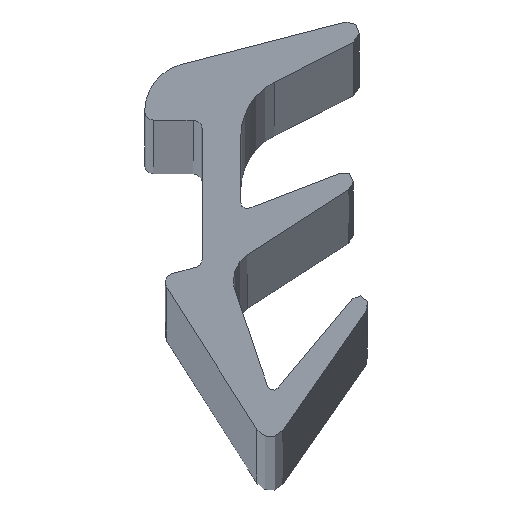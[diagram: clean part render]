
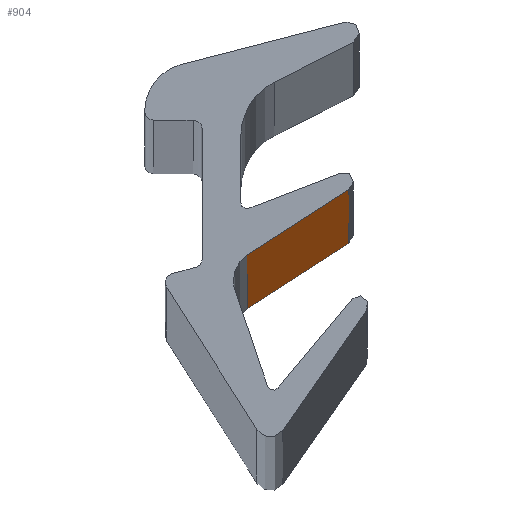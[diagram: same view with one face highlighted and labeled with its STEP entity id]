
A CAD part, top view. The second image highlights one B-rep face of the part: STEP entity #904.
In plain terms, the highlighted planar face has unit normal (0.542, -0.84, 0).
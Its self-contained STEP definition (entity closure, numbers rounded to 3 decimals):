
#5 = VECTOR ( 'NONE', #620, 1000. ) ;
#8 = LINE ( 'NONE', #621, #5 ) ;
#9 = VECTOR ( 'NONE', #623, 1000. ) ;
#10 = VECTOR ( 'NONE', #645, 1000. ) ;
#11 = LINE ( 'NONE', #625, #9 ) ;
#12 = LINE ( 'NONE', #646, #10 ) ;
#70 = VERTEX_POINT ( 'NONE', #720 ) ;
#89 = VECTOR ( 'NONE', #803, 1000. ) ;
#91 = LINE ( 'NONE', #795, #89 ) ;
#150 = FACE_OUTER_BOUND ( 'NONE', #385, .T. ) ;
#212 = VERTEX_POINT ( 'NONE', #845 ) ;
#226 = VERTEX_POINT ( 'NONE', #770 ) ;
#229 = VERTEX_POINT ( 'NONE', #782 ) ;
#285 = AXIS2_PLACEMENT_3D ( 'NONE', #558, #553, #552 ) ;
#385 = EDGE_LOOP ( 'NONE', ( #503, #502, #501, #509 ) ) ;
#501 = ORIENTED_EDGE ( 'NONE', *, *, #989, .F. ) ;
#502 = ORIENTED_EDGE ( 'NONE', *, *, #987, .F. ) ;
#503 = ORIENTED_EDGE ( 'NONE', *, *, #986, .T. ) ;
#509 = ORIENTED_EDGE ( 'NONE', *, *, #944, .T. ) ;
#552 = DIRECTION ( 'NONE',  ( -0.84, -0.542, 0. ) ) ;
#553 = DIRECTION ( 'NONE',  ( -0.542, 0.84, 0. ) ) ;
#558 = CARTESIAN_POINT ( 'NONE',  ( 2.57, 8.041, 500. ) ) ;
#560 = PLANE ( 'NONE',  #285 ) ;
#620 = DIRECTION ( 'NONE',  ( 0.84, 0.542, 0. ) ) ;
#621 = CARTESIAN_POINT ( 'NONE',  ( 2.57, 8.041, 500. ) ) ;
#623 = DIRECTION ( 'NONE',  ( 0., 0., -1. ) ) ;
#625 = CARTESIAN_POINT ( 'NONE',  ( 2.57, 8.041, 500. ) ) ;
#645 = DIRECTION ( 'NONE',  ( 0.84, 0.542, 0. ) ) ;
#646 = CARTESIAN_POINT ( 'NONE',  ( 2.57, 8.041, -500. ) ) ;
#720 = CARTESIAN_POINT ( 'NONE',  ( -0.716, 5.923, -500. ) ) ;
#770 = CARTESIAN_POINT ( 'NONE',  ( -0.716, 5.923, 500. ) ) ;
#782 = CARTESIAN_POINT ( 'NONE',  ( 2.57, 8.041, -500. ) ) ;
#795 = CARTESIAN_POINT ( 'NONE',  ( -0.716, 5.923, 500. ) ) ;
#803 = DIRECTION ( 'NONE',  ( 0., 0., -1. ) ) ;
#845 = CARTESIAN_POINT ( 'NONE',  ( 2.57, 8.041, 500. ) ) ;
#904 = ADVANCED_FACE ( 'NONE', ( #150 ), #560, .F. ) ;
#944 = EDGE_CURVE ( 'NONE', #226, #70, #91, .T. ) ;
#986 = EDGE_CURVE ( 'NONE', #70, #229, #12, .T. ) ;
#987 = EDGE_CURVE ( 'NONE', #212, #229, #11, .T. ) ;
#989 = EDGE_CURVE ( 'NONE', #226, #212, #8, .T. ) ;
